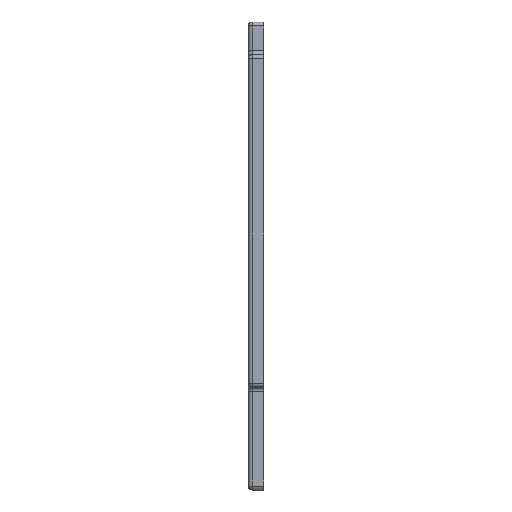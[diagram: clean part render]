
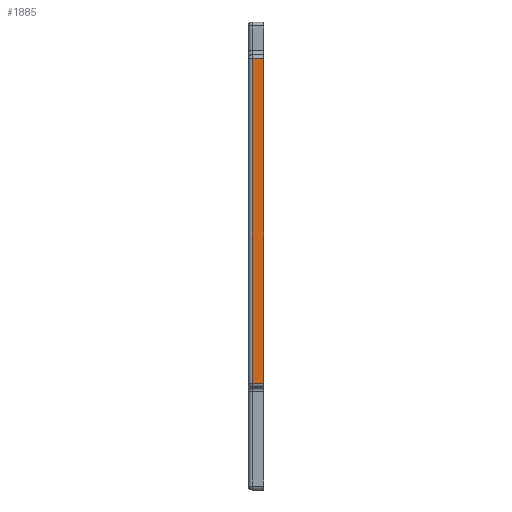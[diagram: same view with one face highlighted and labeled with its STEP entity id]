
A CAD part, left-side view. The second image highlights one B-rep face of the part: STEP entity #1885.
In plain terms, the highlighted planar face has unit normal (-1, 0, 0).
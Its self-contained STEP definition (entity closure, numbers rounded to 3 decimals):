
#25 = CARTESIAN_POINT ( 'NONE',  ( 6., 77.36, 1.4 ) ) ;
#49 = CARTESIAN_POINT ( 'NONE',  ( 6., 73.4, 1.4 ) ) ;
#191 = DIRECTION ( 'NONE',  ( 1., 0., 0. ) ) ;
#307 = ORIENTED_EDGE ( 'NONE', *, *, #866, .T. ) ;
#427 = LINE ( 'NONE', #1344, #1430 ) ;
#552 = CARTESIAN_POINT ( 'NONE',  ( 6., 76.36, 1.4 ) ) ;
#644 = CARTESIAN_POINT ( 'NONE',  ( 6., 76.36, 83.65 ) ) ;
#682 = VECTOR ( 'NONE', #808, 1000. ) ;
#794 = VECTOR ( 'NONE', #896, 1000. ) ;
#808 = DIRECTION ( 'NONE',  ( 0., -1., 0. ) ) ;
#866 = EDGE_CURVE ( 'NONE', #2915, #1366, #427, .T. ) ;
#896 = DIRECTION ( 'NONE',  ( 0., 0., 1. ) ) ;
#949 = DIRECTION ( 'NONE',  ( 0., -1., 0. ) ) ;
#1031 = CARTESIAN_POINT ( 'NONE',  ( 6., 73.4, 83.65 ) ) ;
#1110 = VERTEX_POINT ( 'NONE', #1031 ) ;
#1119 = DIRECTION ( 'NONE',  ( 0., 0., 1. ) ) ;
#1122 = VECTOR ( 'NONE', #949, 1000. ) ;
#1339 = ORIENTED_EDGE ( 'NONE', *, *, #1887, .T. ) ;
#1344 = CARTESIAN_POINT ( 'NONE',  ( 6., 76.36, 83.65 ) ) ;
#1366 = VERTEX_POINT ( 'NONE', #552 ) ;
#1418 = ORIENTED_EDGE ( 'NONE', *, *, #1667, .T. ) ;
#1430 = VECTOR ( 'NONE', #2270, 1000. ) ;
#1667 = EDGE_CURVE ( 'NONE', #1366, #2435, #2103, .T. ) ;
#1774 = FACE_OUTER_BOUND ( 'NONE', #2886, .T. ) ;
#1781 = ORIENTED_EDGE ( 'NONE', *, *, #2515, .F. ) ;
#1885 = ADVANCED_FACE ( 'NONE', ( #1774 ), #2704, .F. ) ;
#1887 = EDGE_CURVE ( 'NONE', #2435, #1110, #2041, .T. ) ;
#1939 = LINE ( 'NONE', #2878, #682 ) ;
#2041 = LINE ( 'NONE', #2971, #794 ) ;
#2103 = LINE ( 'NONE', #25, #1122 ) ;
#2109 = AXIS2_PLACEMENT_3D ( 'NONE', #2275, #191, #1119 ) ;
#2270 = DIRECTION ( 'NONE',  ( 0., 0., -1. ) ) ;
#2275 = CARTESIAN_POINT ( 'NONE',  ( 6., 77.36, 83.65 ) ) ;
#2435 = VERTEX_POINT ( 'NONE', #49 ) ;
#2515 = EDGE_CURVE ( 'NONE', #2915, #1110, #1939, .T. ) ;
#2704 = PLANE ( 'NONE',  #2109 ) ;
#2878 = CARTESIAN_POINT ( 'NONE',  ( 6., 77.36, 83.65 ) ) ;
#2886 = EDGE_LOOP ( 'NONE', ( #1781, #307, #1418, #1339 ) ) ;
#2915 = VERTEX_POINT ( 'NONE', #644 ) ;
#2971 = CARTESIAN_POINT ( 'NONE',  ( 6., 73.4, 83.65 ) ) ;
